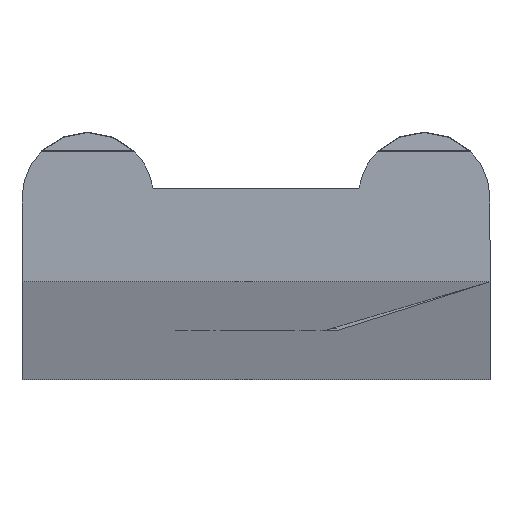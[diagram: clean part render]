
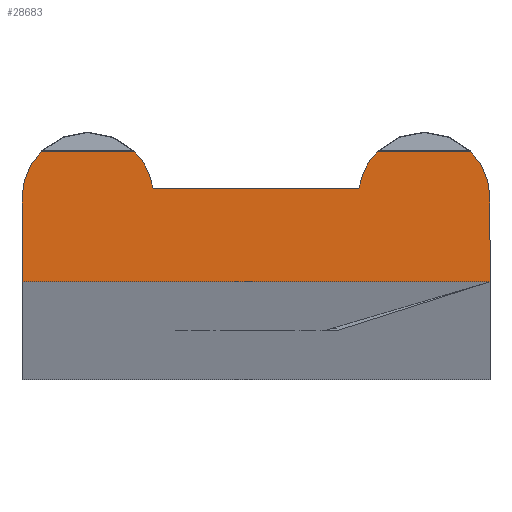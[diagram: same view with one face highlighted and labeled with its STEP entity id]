
A CAD part, top view. The second image highlights one B-rep face of the part: STEP entity #28683.
In plain terms, the highlighted planar face has unit normal (0, 0, 1).
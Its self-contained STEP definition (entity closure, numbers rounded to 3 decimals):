
#32 = PLANE ( 'NONE',  #24740 ) ;
#156 = DIRECTION ( 'NONE',  ( 0., 0., -1. ) ) ;
#989 = CARTESIAN_POINT ( 'NONE',  ( 12.5, 0., 1500. ) ) ;
#1367 = CARTESIAN_POINT ( 'NONE',  ( 6.523, 7., 1500. ) ) ;
#1481 = VERTEX_POINT ( 'NONE', #1515 ) ;
#1515 = CARTESIAN_POINT ( 'NONE',  ( 5.5, 5., 1500. ) ) ;
#1946 = DIRECTION ( 'NONE',  ( 0., 0., 1. ) ) ;
#2479 = DIRECTION ( 'NONE',  ( -1., 0., 0. ) ) ;
#3342 = EDGE_CURVE ( 'NONE', #15059, #1481, #20529, .T. ) ;
#3378 = DIRECTION ( 'NONE',  ( -1., 0., 0. ) ) ;
#3489 = CARTESIAN_POINT ( 'NONE',  ( -12.5, 0., 1500. ) ) ;
#3562 = FACE_OUTER_BOUND ( 'NONE', #17744, .T. ) ;
#3644 = CARTESIAN_POINT ( 'NONE',  ( -8.981, 4.481, 1500. ) ) ;
#4963 = ORIENTED_EDGE ( 'NONE', *, *, #3342, .T. ) ;
#5150 = VERTEX_POINT ( 'NONE', #23273 ) ;
#5210 = LINE ( 'NONE', #20109, #24081 ) ;
#5267 = DIRECTION ( 'NONE',  ( 0., 0., 1. ) ) ;
#5304 = CARTESIAN_POINT ( 'NONE',  ( -6.523, 7., 1500. ) ) ;
#5605 = EDGE_CURVE ( 'NONE', #14589, #22705, #5210, .T. ) ;
#5710 = EDGE_CURVE ( 'NONE', #21101, #33840, #17642, .T. ) ;
#7169 = ORIENTED_EDGE ( 'NONE', *, *, #5605, .T. ) ;
#9537 = DIRECTION ( 'NONE',  ( -1., 0., 0. ) ) ;
#9675 = EDGE_CURVE ( 'NONE', #5150, #15059, #23863, .T. ) ;
#11780 = VERTEX_POINT ( 'NONE', #18194 ) ;
#11813 = ORIENTED_EDGE ( 'NONE', *, *, #12925, .T. ) ;
#12513 = LINE ( 'NONE', #24758, #34154 ) ;
#12589 = CARTESIAN_POINT ( 'NONE',  ( -12.5, 4.481, 1500. ) ) ;
#12925 = EDGE_CURVE ( 'NONE', #1481, #21101, #34197, .T. ) ;
#14298 = CARTESIAN_POINT ( 'NONE',  ( 8.981, 4.481, 1500. ) ) ;
#14589 = VERTEX_POINT ( 'NONE', #3489 ) ;
#15022 = CARTESIAN_POINT ( 'NONE',  ( -8.981, 4.481, 1500. ) ) ;
#15059 = VERTEX_POINT ( 'NONE', #1367 ) ;
#16090 = VECTOR ( 'NONE', #23262, 1000. ) ;
#16195 = DIRECTION ( 'NONE',  ( 0., 1., 0. ) ) ;
#16387 = LINE ( 'NONE', #37706, #18196 ) ;
#16807 = EDGE_CURVE ( 'NONE', #24930, #5150, #31616, .T. ) ;
#17642 = CIRCLE ( 'NONE', #33203, 3.519 ) ;
#17744 = EDGE_LOOP ( 'NONE', ( #28989, #33224, #4963, #11813, #23078, #35036, #31604, #23695, #7169, #28735 ) ) ;
#18194 = CARTESIAN_POINT ( 'NONE',  ( -11.438, 7., 1500. ) ) ;
#18196 = VECTOR ( 'NONE', #29008, 1000. ) ;
#18561 = EDGE_CURVE ( 'NONE', #11780, #32653, #30538, .T. ) ;
#20109 = CARTESIAN_POINT ( 'NONE',  ( 12.5, 0., 1500. ) ) ;
#20298 = CARTESIAN_POINT ( 'NONE',  ( -8.981, 7., 1500. ) ) ;
#20529 = CIRCLE ( 'NONE', #24643, 3.519 ) ;
#20774 = EDGE_CURVE ( 'NONE', #33840, #11780, #23063, .T. ) ;
#21101 = VERTEX_POINT ( 'NONE', #37228 ) ;
#21291 = VECTOR ( 'NONE', #3378, 1000. ) ;
#22275 = CARTESIAN_POINT ( 'NONE',  ( 8.981, 4.481, 1500. ) ) ;
#22705 = VERTEX_POINT ( 'NONE', #989 ) ;
#23063 = LINE ( 'NONE', #27714, #25379 ) ;
#23078 = ORIENTED_EDGE ( 'NONE', *, *, #5710, .T. ) ;
#23262 = DIRECTION ( 'NONE',  ( -1., 0., 0. ) ) ;
#23273 = CARTESIAN_POINT ( 'NONE',  ( 11.438, 7., 1500. ) ) ;
#23695 = ORIENTED_EDGE ( 'NONE', *, *, #30620, .T. ) ;
#23863 = LINE ( 'NONE', #20298, #16090 ) ;
#24081 = VECTOR ( 'NONE', #27328, 1000. ) ;
#24643 = AXIS2_PLACEMENT_3D ( 'NONE', #22275, #25241, #34262 ) ;
#24740 = AXIS2_PLACEMENT_3D ( 'NONE', #15022, #156, #32516 ) ;
#24758 = CARTESIAN_POINT ( 'NONE',  ( 12.5, 4.481, 1500. ) ) ;
#24930 = VERTEX_POINT ( 'NONE', #26184 ) ;
#25241 = DIRECTION ( 'NONE',  ( 0., 0., 1. ) ) ;
#25379 = VECTOR ( 'NONE', #36937, 1000. ) ;
#26184 = CARTESIAN_POINT ( 'NONE',  ( 12.5, 4.481, 1500. ) ) ;
#26933 = CARTESIAN_POINT ( 'NONE',  ( -5.5, 5., 1500. ) ) ;
#27196 = DIRECTION ( 'NONE',  ( 0., 0., 1. ) ) ;
#27328 = DIRECTION ( 'NONE',  ( 1., 0., 0. ) ) ;
#27714 = CARTESIAN_POINT ( 'NONE',  ( -8.981, 7., 1500. ) ) ;
#28683 = ADVANCED_FACE ( 'NONE', ( #3562 ), #32, .F. ) ;
#28735 = ORIENTED_EDGE ( 'NONE', *, *, #34805, .T. ) ;
#28771 = CARTESIAN_POINT ( 'NONE',  ( -8.981, 4.481, 1500. ) ) ;
#28989 = ORIENTED_EDGE ( 'NONE', *, *, #16807, .T. ) ;
#29008 = DIRECTION ( 'NONE',  ( 0., -1., 0. ) ) ;
#30538 = CIRCLE ( 'NONE', #34906, 3.519 ) ;
#30620 = EDGE_CURVE ( 'NONE', #32653, #14589, #16387, .T. ) ;
#31410 = DIRECTION ( 'NONE',  ( -1., 0., 0. ) ) ;
#31604 = ORIENTED_EDGE ( 'NONE', *, *, #18561, .T. ) ;
#31616 = CIRCLE ( 'NONE', #32400, 3.519 ) ;
#32400 = AXIS2_PLACEMENT_3D ( 'NONE', #14298, #5267, #31410 ) ;
#32516 = DIRECTION ( 'NONE',  ( -1., 0., 0. ) ) ;
#32653 = VERTEX_POINT ( 'NONE', #12589 ) ;
#33203 = AXIS2_PLACEMENT_3D ( 'NONE', #3644, #27196, #9537 ) ;
#33224 = ORIENTED_EDGE ( 'NONE', *, *, #9675, .T. ) ;
#33840 = VERTEX_POINT ( 'NONE', #5304 ) ;
#34154 = VECTOR ( 'NONE', #16195, 1000. ) ;
#34197 = LINE ( 'NONE', #26933, #21291 ) ;
#34262 = DIRECTION ( 'NONE',  ( -1., 0., 0. ) ) ;
#34805 = EDGE_CURVE ( 'NONE', #22705, #24930, #12513, .T. ) ;
#34906 = AXIS2_PLACEMENT_3D ( 'NONE', #28771, #1946, #2479 ) ;
#35036 = ORIENTED_EDGE ( 'NONE', *, *, #20774, .T. ) ;
#36937 = DIRECTION ( 'NONE',  ( -1., 0., 0. ) ) ;
#37228 = CARTESIAN_POINT ( 'NONE',  ( -5.5, 5., 1500. ) ) ;
#37706 = CARTESIAN_POINT ( 'NONE',  ( -12.5, 0., 1500. ) ) ;
